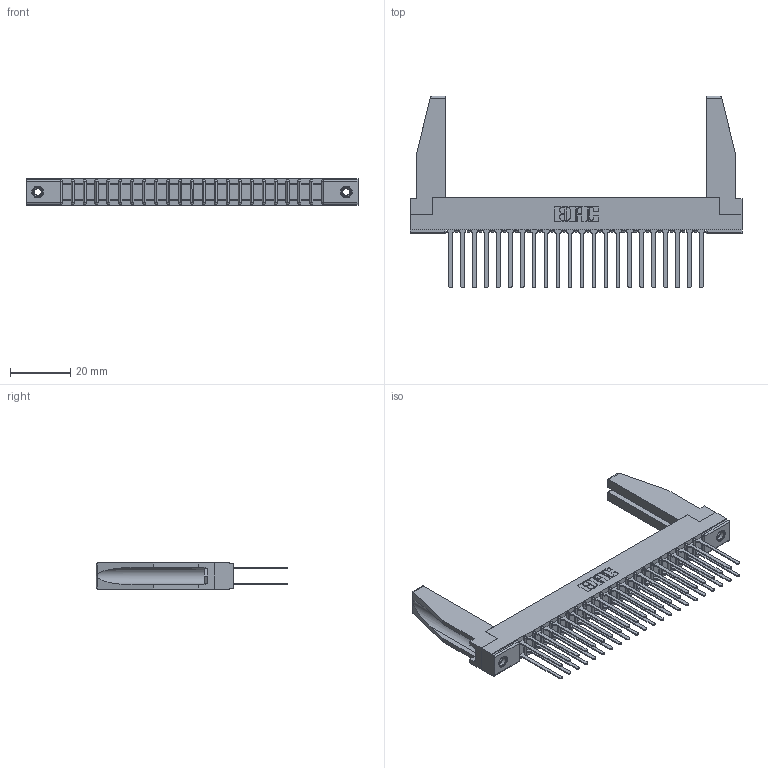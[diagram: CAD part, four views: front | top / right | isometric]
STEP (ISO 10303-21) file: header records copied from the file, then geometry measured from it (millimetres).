
FILE_DESCRIPTION (( 'STEP AP203' ), '1' );
FILE_NAME ('307-044-540-278.STEP', '2019-09-06T07:41:56', ( '' ), ( '' ), 'SwSTEP 2.0', 'SolidWorks 2016', '' );
FILE_SCHEMA (( 'CONFIG_CONTROL_DESIGN' ));
Length unit declared in the file: inch
Products named in the file (5): 307-220-078; 307 Part_.156 Dia Mounting Holes; 307-290-001_540; 307-044-540-278; 345-250-001_345-250-001-102
Assembly tree (49 placements, depth 2):
  307-044-540-278
    307 Part_.156 Dia Mounting Holes
    307-290-001_540  x44
    307-220-078  x2
    345-250-001_345-250-001-102  x2
Bounding box: 110.19 x 63.7 x 8.71 mm (x, y, z)
Volume: 11446.3 mm3; surface area: 18389.7 mm2
Topology: 49 solids, 49 shells, 2295 faces, 6373 edges, 4118 vertices
Faces by surface type: plane 1518, cylinder 715, sphere 46, cone 12, torus 4
Entity records: 24437 total; most frequent: CARTESIAN_POINT 4012, ORIENTED_EDGE 3932, DIRECTION 3892, EDGE_CURVE 1966, VECTOR 1504, LINE 1504, VERTEX_POINT 1272, AXIS2_PLACEMENT_3D 1194
